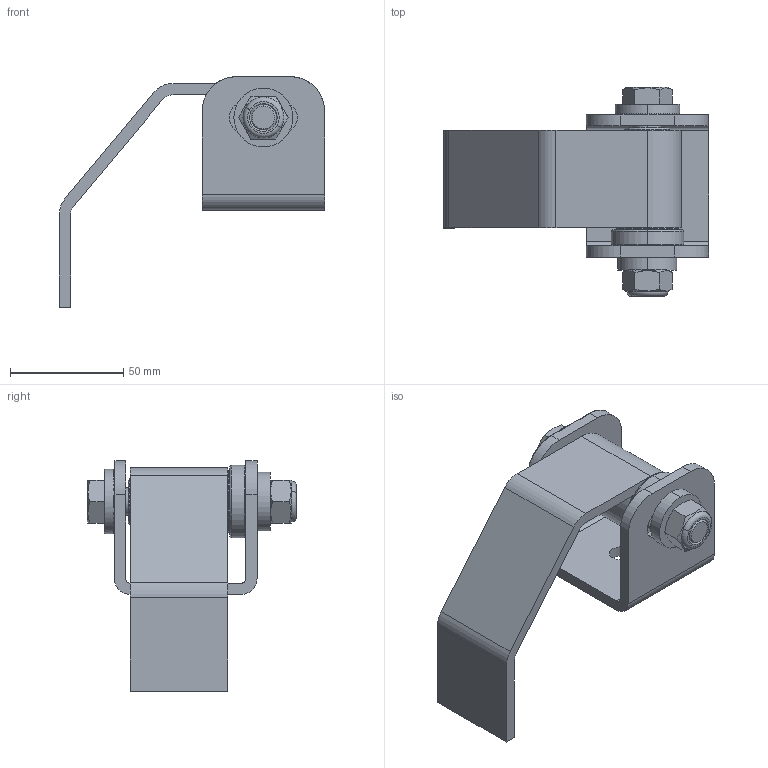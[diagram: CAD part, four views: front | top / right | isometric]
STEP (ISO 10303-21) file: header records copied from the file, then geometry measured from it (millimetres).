
FILE_DESCRIPTION (( 'STEP AP203' ), '1' );
FILE_NAME ('175-70.step', '2019-09-10T12:14:10', ( '' ), ( '' ), 'SwSTEP 2.0', 'SolidWorks 2015', '' );
FILE_SCHEMA (( 'CONFIG_CONTROL_DESIGN' ));
Length unit declared in the file: millimetre
Products named in the file (9): 175-XX Teil4_175-70 Teil4; 175-XX Teil3_175-70 Teil3; 175-XX Teil2_175-70 Teil2; 175-XX Teil7_175-70 Teil7; 175-XX Teil1_175-70 Teil 1; 175-XX Teil6_175-70 Teil6; 175-XX Teil8_175-70 Teil8; 175-XX Teil5_175-70 Teil5; 175-70
Assembly tree (8 placements, depth 2):
  175-70
    175-XX Teil1_175-70 Teil 1
    175-XX Teil2_175-70 Teil2
    175-XX Teil3_175-70 Teil3
    175-XX Teil4_175-70 Teil4
    175-XX Teil5_175-70 Teil5
    175-XX Teil6_175-70 Teil6
    175-XX Teil7_175-70 Teil7
    175-XX Teil8_175-70 Teil8
Bounding box: 117 x 92.5 x 101.75 mm (x, y, z)
Volume: 120743.4 mm3; surface area: 58076 mm2
Topology: 8 solids, 8 shells, 660 faces, 1842 edges, 1216 vertices
Faces by surface type: plane 523, bspline 65, cylinder 42, cone 16, torus 14
Entity records: 25583 total; most frequent: CARTESIAN_POINT 9038, ORIENTED_EDGE 3684, DIRECTION 2776, EDGE_CURVE 1842, VERTEX_POINT 1216, LINE 1044, VECTOR 1044, AXIS2_PLACEMENT_3D 866
